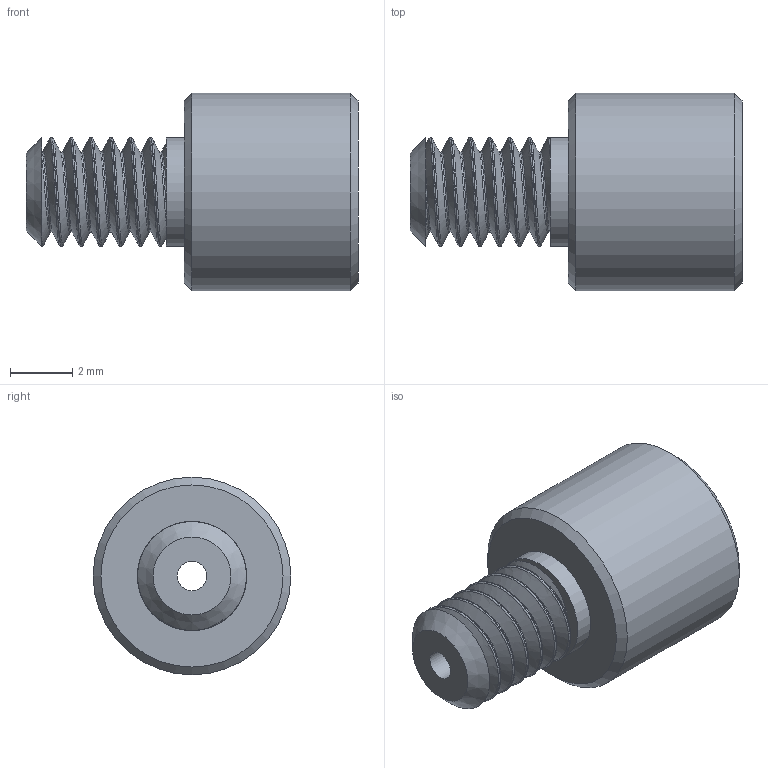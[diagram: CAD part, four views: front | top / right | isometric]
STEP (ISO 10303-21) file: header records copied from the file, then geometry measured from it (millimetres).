
FILE_DESCRIPTION((''),'2;1');
FILE_NAME('310191-ZN.5FPK Internal nut.stp','2013-08-20T13:40:05',('Franzp'),(''),'Autodesk Inventor 2013','Autodesk Inventor 2013','');
FILE_SCHEMA(('AUTOMOTIVE_DESIGN { 1 0 10303 214 1 1 1 1 }'));
Length unit declared in the file: millimetre
Products named in the file (1): 330191
Bounding box: 10.67 x 6.35 x 6.35 mm (x, y, z)
Volume: 206.7 mm3; surface area: 355.5 mm2
Topology: 2 solids, 2 shells, 23 faces, 48 edges, 32 vertices
Faces by surface type: plane 7, cylinder 6, bspline 6, cone 4
Full cylindrical faces by diameter (mm): 0.94 x1, 2.564 x2, 3.505 x1, 6.35 x1
Entity records: 2398 total; most frequent: CARTESIAN_POINT 1952, ORIENTED_EDGE 72, DIRECTION 70, EDGE_LOOP 39, EDGE_CURVE 36, AXIS2_PLACEMENT_3D 35, VERTEX_POINT 29, FACE_OUTER_BOUND 23
